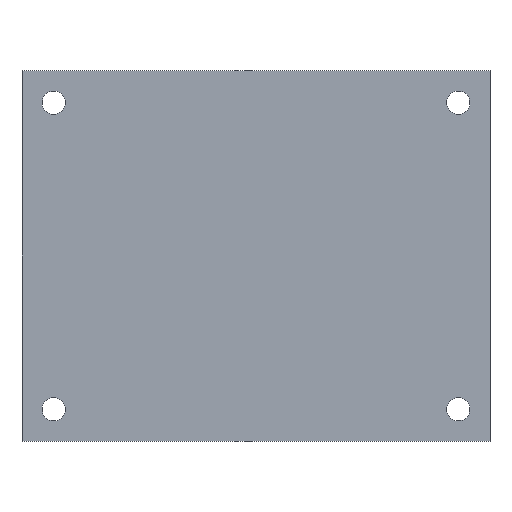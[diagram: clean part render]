
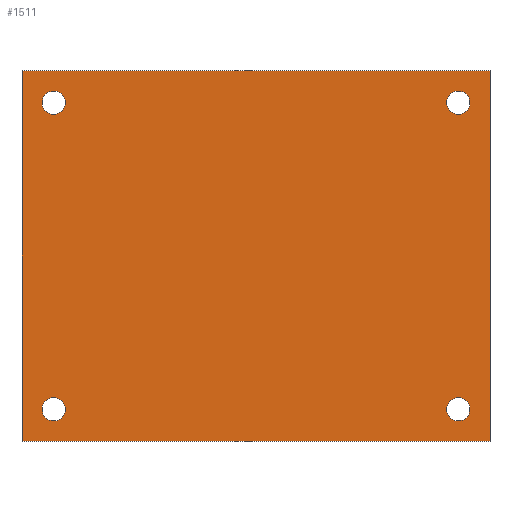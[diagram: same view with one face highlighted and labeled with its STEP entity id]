
A CAD part, front view. The second image highlights one B-rep face of the part: STEP entity #1511.
In plain terms, the highlighted planar face has unit normal (0, -1, 0).
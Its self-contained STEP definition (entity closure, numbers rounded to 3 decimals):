
#23 = DIRECTION ( 'NONE',  ( 0., 1., 0. ) ) ;
#60 = CIRCLE ( 'NONE', #3842, 2.2 ) ;
#133 = ORIENTED_EDGE ( 'NONE', *, *, #4328, .T. ) ;
#157 = ORIENTED_EDGE ( 'NONE', *, *, #2812, .T. ) ;
#204 = CIRCLE ( 'NONE', #4511, 2.2 ) ;
#210 = DIRECTION ( 'NONE',  ( 0., 0., 1. ) ) ;
#291 = CARTESIAN_POINT ( 'NONE',  ( 88.5, 0., 70. ) ) ;
#321 = ORIENTED_EDGE ( 'NONE', *, *, #1251, .T. ) ;
#327 = DIRECTION ( 'NONE',  ( 0., 1., 0. ) ) ;
#382 = VERTEX_POINT ( 'NONE', #3084 ) ;
#385 = FACE_BOUND ( 'NONE', #5308, .T. ) ;
#413 = DIRECTION ( 'NONE',  ( 0., 0., 1. ) ) ;
#431 = CARTESIAN_POINT ( 'NONE',  ( 82.5, 0., 8.2 ) ) ;
#499 = FACE_OUTER_BOUND ( 'NONE', #3620, .T. ) ;
#597 = CARTESIAN_POINT ( 'NONE',  ( 6., 0., 6. ) ) ;
#666 = CARTESIAN_POINT ( 'NONE',  ( 6., 0., 64. ) ) ;
#680 = CARTESIAN_POINT ( 'NONE',  ( 82.5, 0., 3.8 ) ) ;
#705 = EDGE_CURVE ( 'NONE', #4455, #4680, #3461, .T. ) ;
#718 = DIRECTION ( 'NONE',  ( 0., 1., 0. ) ) ;
#728 = CARTESIAN_POINT ( 'NONE',  ( 0., 0., 70. ) ) ;
#745 = AXIS2_PLACEMENT_3D ( 'NONE', #2872, #1960, #2452 ) ;
#839 = EDGE_CURVE ( 'NONE', #4636, #2358, #5199, .T. ) ;
#939 = ORIENTED_EDGE ( 'NONE', *, *, #705, .T. ) ;
#995 = FACE_BOUND ( 'NONE', #5012, .T. ) ;
#1108 = CARTESIAN_POINT ( 'NONE',  ( 82.5, 0., 61.8 ) ) ;
#1247 = CARTESIAN_POINT ( 'NONE',  ( 6., 0., 66.2 ) ) ;
#1251 = EDGE_CURVE ( 'NONE', #5909, #1936, #1875, .T. ) ;
#1293 = CIRCLE ( 'NONE', #5392, 2.2 ) ;
#1478 = DIRECTION ( 'NONE',  ( 0., 0., -1. ) ) ;
#1511 = ADVANCED_FACE ( 'NONE', ( #385, #2932, #3847, #995, #499 ), #5162, .F. ) ;
#1568 = VECTOR ( 'NONE', #1478, 1000. ) ;
#1596 = AXIS2_PLACEMENT_3D ( 'NONE', #3453, #1610, #4300 ) ;
#1610 = DIRECTION ( 'NONE',  ( 0., 1., 0. ) ) ;
#1682 = ORIENTED_EDGE ( 'NONE', *, *, #839, .T. ) ;
#1685 = DIRECTION ( 'NONE',  ( 0., 0., 1. ) ) ;
#1706 = VECTOR ( 'NONE', #4733, 1000. ) ;
#1747 = VERTEX_POINT ( 'NONE', #4876 ) ;
#1833 = AXIS2_PLACEMENT_3D ( 'NONE', #666, #3317, #4284 ) ;
#1851 = DIRECTION ( 'NONE',  ( 0., 0., 1. ) ) ;
#1875 = CIRCLE ( 'NONE', #4666, 2.2 ) ;
#1936 = VERTEX_POINT ( 'NONE', #5251 ) ;
#1960 = DIRECTION ( 'NONE',  ( 0., 1., 0. ) ) ;
#1996 = CARTESIAN_POINT ( 'NONE',  ( 0., 0., 0. ) ) ;
#2095 = DIRECTION ( 'NONE',  ( 1., 0., 0. ) ) ;
#2105 = EDGE_CURVE ( 'NONE', #5892, #382, #2425, .T. ) ;
#2132 = CIRCLE ( 'NONE', #3579, 2.2 ) ;
#2188 = CARTESIAN_POINT ( 'NONE',  ( 0., 0., 70. ) ) ;
#2257 = ORIENTED_EDGE ( 'NONE', *, *, #3609, .T. ) ;
#2296 = CARTESIAN_POINT ( 'NONE',  ( 6., 0., 6. ) ) ;
#2358 = VERTEX_POINT ( 'NONE', #1108 ) ;
#2425 = LINE ( 'NONE', #4227, #1568 ) ;
#2446 = EDGE_CURVE ( 'NONE', #3731, #3507, #204, .T. ) ;
#2452 = DIRECTION ( 'NONE',  ( 0., 0., 1. ) ) ;
#2537 = EDGE_CURVE ( 'NONE', #2358, #4636, #2132, .T. ) ;
#2562 = LINE ( 'NONE', #1996, #1706 ) ;
#2563 = ORIENTED_EDGE ( 'NONE', *, *, #4774, .F. ) ;
#2812 = EDGE_CURVE ( 'NONE', #3507, #3731, #60, .T. ) ;
#2813 = DIRECTION ( 'NONE',  ( 0., 0., 1. ) ) ;
#2872 = CARTESIAN_POINT ( 'NONE',  ( 0., 0., 70. ) ) ;
#2932 = FACE_BOUND ( 'NONE', #5677, .T. ) ;
#2937 = EDGE_LOOP ( 'NONE', ( #157, #5415 ) ) ;
#2979 = DIRECTION ( 'NONE',  ( 0., 0., -1. ) ) ;
#2990 = CARTESIAN_POINT ( 'NONE',  ( 82.5, 0., 6. ) ) ;
#3065 = CARTESIAN_POINT ( 'NONE',  ( 82.5, 0., 6. ) ) ;
#3073 = ORIENTED_EDGE ( 'NONE', *, *, #5451, .F. ) ;
#3084 = CARTESIAN_POINT ( 'NONE',  ( 0., 0., 0. ) ) ;
#3213 = ORIENTED_EDGE ( 'NONE', *, *, #2537, .T. ) ;
#3284 = CARTESIAN_POINT ( 'NONE',  ( 6., 0., 8.2 ) ) ;
#3307 = DIRECTION ( 'NONE',  ( 0., 0., 1. ) ) ;
#3317 = DIRECTION ( 'NONE',  ( 0., 1., 0. ) ) ;
#3453 = CARTESIAN_POINT ( 'NONE',  ( 82.5, 0., 64. ) ) ;
#3461 = CIRCLE ( 'NONE', #3801, 2.2 ) ;
#3507 = VERTEX_POINT ( 'NONE', #3284 ) ;
#3561 = CIRCLE ( 'NONE', #1833, 2.2 ) ;
#3579 = AXIS2_PLACEMENT_3D ( 'NONE', #4745, #5107, #2813 ) ;
#3609 = EDGE_CURVE ( 'NONE', #1936, #5909, #3561, .T. ) ;
#3620 = EDGE_LOOP ( 'NONE', ( #5470, #2563, #3073, #5617 ) ) ;
#3621 = DIRECTION ( 'NONE',  ( 0., 1., 0. ) ) ;
#3699 = VECTOR ( 'NONE', #2979, 1000. ) ;
#3727 = CARTESIAN_POINT ( 'NONE',  ( 82.5, 0., 66.2 ) ) ;
#3731 = VERTEX_POINT ( 'NONE', #3897 ) ;
#3741 = DIRECTION ( 'NONE',  ( 0., 1., 0. ) ) ;
#3801 = AXIS2_PLACEMENT_3D ( 'NONE', #2990, #718, #210 ) ;
#3827 = VECTOR ( 'NONE', #2095, 1000. ) ;
#3842 = AXIS2_PLACEMENT_3D ( 'NONE', #2296, #23, #1851 ) ;
#3847 = FACE_BOUND ( 'NONE', #2937, .T. ) ;
#3897 = CARTESIAN_POINT ( 'NONE',  ( 6., 0., 3.8 ) ) ;
#3989 = LINE ( 'NONE', #5749, #3699 ) ;
#4050 = LINE ( 'NONE', #728, #3827 ) ;
#4227 = CARTESIAN_POINT ( 'NONE',  ( 0., 0., 70. ) ) ;
#4284 = DIRECTION ( 'NONE',  ( 0., 0., 1. ) ) ;
#4300 = DIRECTION ( 'NONE',  ( 0., 0., 1. ) ) ;
#4328 = EDGE_CURVE ( 'NONE', #4680, #4455, #1293, .T. ) ;
#4455 = VERTEX_POINT ( 'NONE', #431 ) ;
#4511 = AXIS2_PLACEMENT_3D ( 'NONE', #597, #3741, #3307 ) ;
#4636 = VERTEX_POINT ( 'NONE', #3727 ) ;
#4666 = AXIS2_PLACEMENT_3D ( 'NONE', #4948, #3621, #413 ) ;
#4680 = VERTEX_POINT ( 'NONE', #680 ) ;
#4714 = EDGE_CURVE ( 'NONE', #382, #1747, #2562, .T. ) ;
#4733 = DIRECTION ( 'NONE',  ( 1., 0., 0. ) ) ;
#4745 = CARTESIAN_POINT ( 'NONE',  ( 82.5, 0., 64. ) ) ;
#4774 = EDGE_CURVE ( 'NONE', #4922, #1747, #3989, .T. ) ;
#4876 = CARTESIAN_POINT ( 'NONE',  ( 88.5, 0., 0. ) ) ;
#4922 = VERTEX_POINT ( 'NONE', #291 ) ;
#4948 = CARTESIAN_POINT ( 'NONE',  ( 6., 0., 64. ) ) ;
#5012 = EDGE_LOOP ( 'NONE', ( #321, #2257 ) ) ;
#5107 = DIRECTION ( 'NONE',  ( 0., 1., 0. ) ) ;
#5162 = PLANE ( 'NONE',  #745 ) ;
#5199 = CIRCLE ( 'NONE', #1596, 2.2 ) ;
#5251 = CARTESIAN_POINT ( 'NONE',  ( 6., 0., 61.8 ) ) ;
#5308 = EDGE_LOOP ( 'NONE', ( #1682, #3213 ) ) ;
#5392 = AXIS2_PLACEMENT_3D ( 'NONE', #3065, #327, #1685 ) ;
#5415 = ORIENTED_EDGE ( 'NONE', *, *, #2446, .T. ) ;
#5451 = EDGE_CURVE ( 'NONE', #5892, #4922, #4050, .T. ) ;
#5470 = ORIENTED_EDGE ( 'NONE', *, *, #4714, .T. ) ;
#5617 = ORIENTED_EDGE ( 'NONE', *, *, #2105, .T. ) ;
#5677 = EDGE_LOOP ( 'NONE', ( #939, #133 ) ) ;
#5749 = CARTESIAN_POINT ( 'NONE',  ( 88.5, 0., 70. ) ) ;
#5892 = VERTEX_POINT ( 'NONE', #2188 ) ;
#5909 = VERTEX_POINT ( 'NONE', #1247 ) ;
